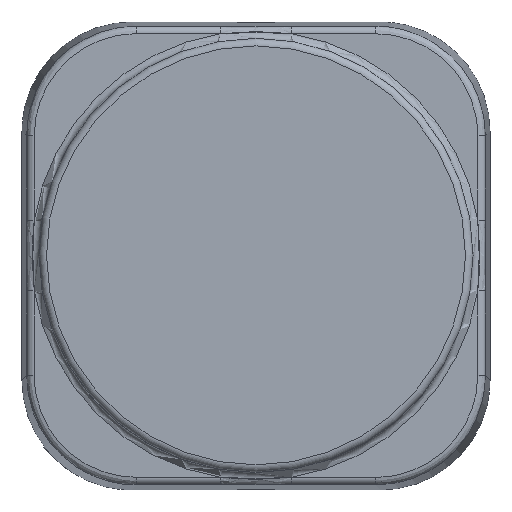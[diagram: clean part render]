
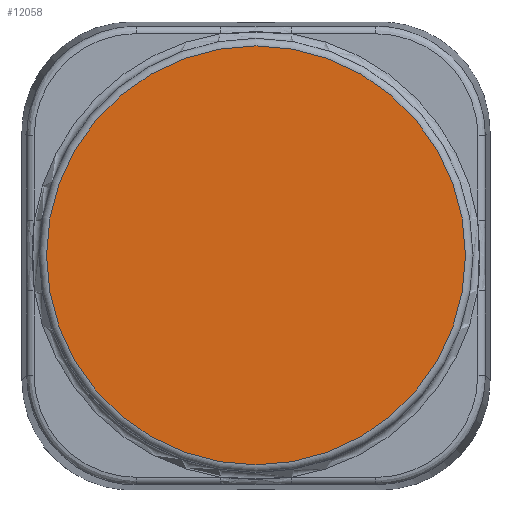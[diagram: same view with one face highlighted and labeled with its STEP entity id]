
A CAD part, top view. The second image highlights one B-rep face of the part: STEP entity #12058.
In plain terms, the highlighted planar face has unit normal (0, 0, 1).
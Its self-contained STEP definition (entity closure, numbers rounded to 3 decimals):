
#135=PLANE('',#12862);
#3455=CIRCLE('',#12858,5.55);
#3900=FACE_OUTER_BOUND('',#4596,.T.);
#4596=EDGE_LOOP('',(#8609));
#5445=VERTEX_POINT('',#17641);
#6658=EDGE_CURVE('',#5445,#5445,#3455,.T.);
#8609=ORIENTED_EDGE('',*,*,#6658,.F.);
#12058=ADVANCED_FACE('',(#3900),#135,.T.);
#12858=AXIS2_PLACEMENT_3D('',#17642,#14066,#14067);
#12862=AXIS2_PLACEMENT_3D('',#17648,#14075,#14076);
#14066=DIRECTION('center_axis',(0.,0.,
-1.));
#14067=DIRECTION('ref_axis',(-1.,0.,0.));
#14075=DIRECTION('center_axis',(0.,0.,
1.));
#14076=DIRECTION('ref_axis',(1.,0.,0.));
#17641=CARTESIAN_POINT('',(-5.55,0.,12.5));
#17642=CARTESIAN_POINT('Origin',(0.,0.,
12.5));
#17648=CARTESIAN_POINT('Origin',(0.,0.,
12.5));
